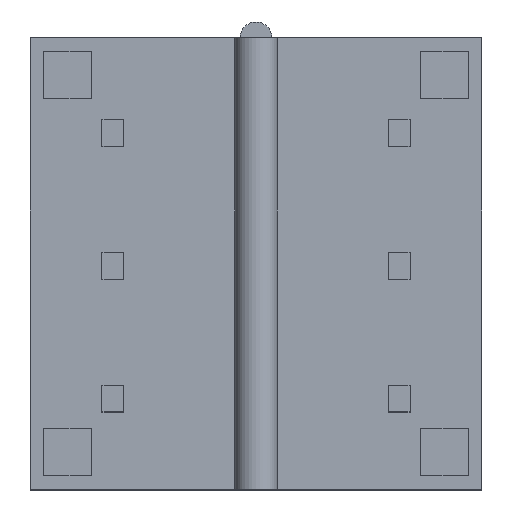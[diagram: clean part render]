
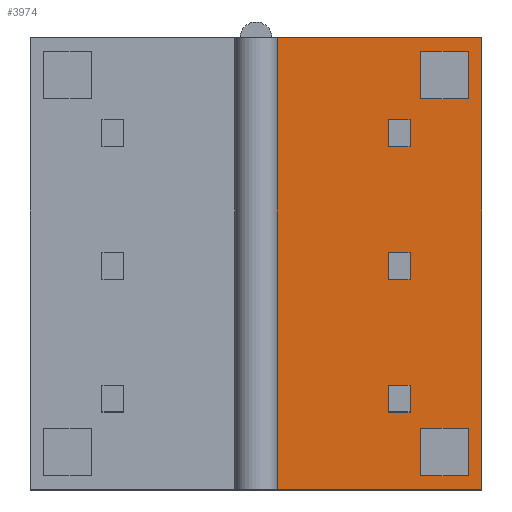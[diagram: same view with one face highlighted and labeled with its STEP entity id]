
A CAD part, top view. The second image highlights one B-rep face of the part: STEP entity #3974.
In plain terms, the highlighted planar face has unit normal (0, 0, 1).
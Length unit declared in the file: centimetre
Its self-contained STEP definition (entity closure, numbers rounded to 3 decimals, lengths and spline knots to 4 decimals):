
#22=FACE_BOUND('',#368,.T.);
#23=FACE_BOUND('',#369,.T.);
#24=FACE_BOUND('',#370,.T.);
#25=FACE_BOUND('',#371,.T.);
#26=FACE_BOUND('',#372,.T.);
#151=FACE_OUTER_BOUND('',#367,.T.);
#367=EDGE_LOOP('',(#3129,#3130,#3131,#3132));
#368=EDGE_LOOP('',(#3133,#3134,#3135,#3136));
#369=EDGE_LOOP('',(#3137,#3138,#3139,#3140));
#370=EDGE_LOOP('',(#3141,#3142,#3143,#3144));
#371=EDGE_LOOP('',(#3145,#3146,#3147,#3148));
#372=EDGE_LOOP('',(#3149,#3150,#3151,#3152));
#802=LINE('',#5960,#1355);
#806=LINE('',#5969,#1359);
#809=LINE('',#5977,#1362);
#815=LINE('',#5986,#1368);
#816=LINE('',#5990,#1369);
#817=LINE('',#5992,#1370);
#818=LINE('',#5994,#1371);
#819=LINE('',#5995,#1372);
#820=LINE('',#5998,#1373);
#821=LINE('',#6000,#1374);
#822=LINE('',#6002,#1375);
#823=LINE('',#6003,#1376);
#824=LINE('',#6006,#1377);
#825=LINE('',#6008,#1378);
#826=LINE('',#6010,#1379);
#827=LINE('',#6011,#1380);
#828=LINE('',#6014,#1381);
#829=LINE('',#6016,#1382);
#830=LINE('',#6018,#1383);
#831=LINE('',#6019,#1384);
#832=LINE('',#6022,#1385);
#833=LINE('',#6024,#1386);
#834=LINE('',#6026,#1387);
#835=LINE('',#6027,#1388);
#1355=VECTOR('',#4833,1.);
#1359=VECTOR('',#4841,1.);
#1362=VECTOR('',#4848,1.);
#1368=VECTOR('',#4858,1.);
#1369=VECTOR('',#4861,1.);
#1370=VECTOR('',#4862,1.);
#1371=VECTOR('',#4863,1.);
#1372=VECTOR('',#4864,1.);
#1373=VECTOR('',#4865,1.);
#1374=VECTOR('',#4866,1.);
#1375=VECTOR('',#4867,1.);
#1376=VECTOR('',#4868,1.);
#1377=VECTOR('',#4869,1.);
#1378=VECTOR('',#4870,1.);
#1379=VECTOR('',#4871,1.);
#1380=VECTOR('',#4872,1.);
#1381=VECTOR('',#4873,1.);
#1382=VECTOR('',#4874,1.);
#1383=VECTOR('',#4875,1.);
#1384=VECTOR('',#4876,1.);
#1385=VECTOR('',#4877,1.);
#1386=VECTOR('',#4878,1.);
#1387=VECTOR('',#4879,1.);
#1388=VECTOR('',#4880,1.);
#1824=VERTEX_POINT('',#5957);
#1825=VERTEX_POINT('',#5959);
#1828=VERTEX_POINT('',#5967);
#1831=VERTEX_POINT('',#5975);
#1833=VERTEX_POINT('',#5988);
#1834=VERTEX_POINT('',#5989);
#1835=VERTEX_POINT('',#5991);
#1836=VERTEX_POINT('',#5993);
#1837=VERTEX_POINT('',#5996);
#1838=VERTEX_POINT('',#5997);
#1839=VERTEX_POINT('',#5999);
#1840=VERTEX_POINT('',#6001);
#1841=VERTEX_POINT('',#6004);
#1842=VERTEX_POINT('',#6005);
#1843=VERTEX_POINT('',#6007);
#1844=VERTEX_POINT('',#6009);
#1845=VERTEX_POINT('',#6012);
#1846=VERTEX_POINT('',#6013);
#1847=VERTEX_POINT('',#6015);
#1848=VERTEX_POINT('',#6017);
#1849=VERTEX_POINT('',#6020);
#1850=VERTEX_POINT('',#6021);
#1851=VERTEX_POINT('',#6023);
#1852=VERTEX_POINT('',#6025);
#2292=EDGE_CURVE('',#1824,#1825,#802,.T.);
#2297=EDGE_CURVE('',#1828,#1824,#806,.T.);
#2301=EDGE_CURVE('',#1831,#1828,#809,.T.);
#2307=EDGE_CURVE('',#1831,#1825,#815,.T.);
#2308=EDGE_CURVE('',#1833,#1834,#816,.T.);
#2309=EDGE_CURVE('',#1834,#1835,#817,.T.);
#2310=EDGE_CURVE('',#1835,#1836,#818,.T.);
#2311=EDGE_CURVE('',#1836,#1833,#819,.T.);
#2312=EDGE_CURVE('',#1837,#1838,#820,.T.);
#2313=EDGE_CURVE('',#1838,#1839,#821,.T.);
#2314=EDGE_CURVE('',#1839,#1840,#822,.T.);
#2315=EDGE_CURVE('',#1840,#1837,#823,.T.);
#2316=EDGE_CURVE('',#1841,#1842,#824,.T.);
#2317=EDGE_CURVE('',#1842,#1843,#825,.T.);
#2318=EDGE_CURVE('',#1843,#1844,#826,.T.);
#2319=EDGE_CURVE('',#1844,#1841,#827,.T.);
#2320=EDGE_CURVE('',#1845,#1846,#828,.T.);
#2321=EDGE_CURVE('',#1846,#1847,#829,.T.);
#2322=EDGE_CURVE('',#1847,#1848,#830,.T.);
#2323=EDGE_CURVE('',#1848,#1845,#831,.T.);
#2324=EDGE_CURVE('',#1849,#1850,#832,.T.);
#2325=EDGE_CURVE('',#1850,#1851,#833,.T.);
#2326=EDGE_CURVE('',#1851,#1852,#834,.T.);
#2327=EDGE_CURVE('',#1852,#1849,#835,.T.);
#3129=ORIENTED_EDGE('',*,*,#2307,.T.);
#3130=ORIENTED_EDGE('',*,*,#2292,.F.);
#3131=ORIENTED_EDGE('',*,*,#2297,.F.);
#3132=ORIENTED_EDGE('',*,*,#2301,.F.);
#3133=ORIENTED_EDGE('',*,*,#2308,.T.);
#3134=ORIENTED_EDGE('',*,*,#2309,.T.);
#3135=ORIENTED_EDGE('',*,*,#2310,.T.);
#3136=ORIENTED_EDGE('',*,*,#2311,.T.);
#3137=ORIENTED_EDGE('',*,*,#2312,.T.);
#3138=ORIENTED_EDGE('',*,*,#2313,.T.);
#3139=ORIENTED_EDGE('',*,*,#2314,.T.);
#3140=ORIENTED_EDGE('',*,*,#2315,.T.);
#3141=ORIENTED_EDGE('',*,*,#2316,.T.);
#3142=ORIENTED_EDGE('',*,*,#2317,.T.);
#3143=ORIENTED_EDGE('',*,*,#2318,.T.);
#3144=ORIENTED_EDGE('',*,*,#2319,.T.);
#3145=ORIENTED_EDGE('',*,*,#2320,.T.);
#3146=ORIENTED_EDGE('',*,*,#2321,.T.);
#3147=ORIENTED_EDGE('',*,*,#2322,.T.);
#3148=ORIENTED_EDGE('',*,*,#2323,.T.);
#3149=ORIENTED_EDGE('',*,*,#2324,.T.);
#3150=ORIENTED_EDGE('',*,*,#2325,.T.);
#3151=ORIENTED_EDGE('',*,*,#2326,.T.);
#3152=ORIENTED_EDGE('',*,*,#2327,.T.);
#3767=PLANE('',#4207);
#3974=ADVANCED_FACE('',(#151,#22,#23,#24,#25,#26),#3767,.T.);
#4207=AXIS2_PLACEMENT_3D('',#5987,#4859,#4860);
#4833=DIRECTION('',(-1.,0.,0.));
#4841=DIRECTION('',(0.,-1.,0.));
#4848=DIRECTION('',(1.,0.,0.));
#4858=DIRECTION('',(0.,-1.,0.));
#4859=DIRECTION('center_axis',(0.,0.,1.));
#4860=DIRECTION('ref_axis',(1.,0.,0.));
#4861=DIRECTION('',(0.,1.,0.));
#4862=DIRECTION('',(1.,0.,0.));
#4863=DIRECTION('',(0.,-1.,0.));
#4864=DIRECTION('',(-1.,0.,0.));
#4865=DIRECTION('',(0.,1.,0.));
#4866=DIRECTION('',(1.,0.,0.));
#4867=DIRECTION('',(0.,-1.,0.));
#4868=DIRECTION('',(-1.,0.,0.));
#4869=DIRECTION('',(0.,-1.,0.));
#4870=DIRECTION('',(-1.,0.,0.));
#4871=DIRECTION('',(0.,1.,0.));
#4872=DIRECTION('',(1.,0.,0.));
#4873=DIRECTION('',(0.,-1.,0.));
#4874=DIRECTION('',(-1.,0.,0.));
#4875=DIRECTION('',(0.,1.,0.));
#4876=DIRECTION('',(1.,0.,0.));
#4877=DIRECTION('',(0.,-1.,0.));
#4878=DIRECTION('',(-1.,0.,0.));
#4879=DIRECTION('',(0.,1.,0.));
#4880=DIRECTION('',(1.,0.,0.));
#5957=CARTESIAN_POINT('',(0.425,-0.425,0.05));
#5959=CARTESIAN_POINT('',(0.04,-0.425,0.05));
#5960=CARTESIAN_POINT('',(-0.425,-0.425,0.05));
#5967=CARTESIAN_POINT('',(0.425,0.425,0.05));
#5969=CARTESIAN_POINT('',(0.425,-0.425,0.05));
#5975=CARTESIAN_POINT('',(0.04,0.425,0.05));
#5977=CARTESIAN_POINT('',(0.425,0.425,0.05));
#5986=CARTESIAN_POINT('',(0.04,0.425,0.05));
#5987=CARTESIAN_POINT('Origin',(0.,0.,
0.05));
#5988=CARTESIAN_POINT('',(0.25,-0.03,0.05));
#5989=CARTESIAN_POINT('',(0.25,0.02,0.05));
#5990=CARTESIAN_POINT('',(0.25,-0.015,0.05));
#5991=CARTESIAN_POINT('',(0.29,0.02,0.05));
#5992=CARTESIAN_POINT('',(0.125,0.02,0.05));
#5993=CARTESIAN_POINT('',(0.29,-0.03,0.05));
#5994=CARTESIAN_POINT('',(0.29,0.01,0.05));
#5995=CARTESIAN_POINT('',(0.145,-0.03,0.05));
#5996=CARTESIAN_POINT('',(0.25,0.22,0.05));
#5997=CARTESIAN_POINT('',(0.25,0.27,0.05));
#5998=CARTESIAN_POINT('',(0.25,0.11,0.05));
#5999=CARTESIAN_POINT('',(0.29,0.27,0.05));
#6000=CARTESIAN_POINT('',(0.125,0.27,0.05));
#6001=CARTESIAN_POINT('',(0.29,0.22,0.05));
#6002=CARTESIAN_POINT('',(0.29,0.135,0.05));
#6003=CARTESIAN_POINT('',(0.145,0.22,0.05));
#6004=CARTESIAN_POINT('',(0.29,-0.23,0.05));
#6005=CARTESIAN_POINT('',(0.29,-0.28,0.05));
#6006=CARTESIAN_POINT('',(0.29,-0.115,0.05));
#6007=CARTESIAN_POINT('',(0.25,-0.28,0.05));
#6008=CARTESIAN_POINT('',(0.145,-0.28,0.05));
#6009=CARTESIAN_POINT('',(0.25,-0.23,0.05));
#6010=CARTESIAN_POINT('',(0.25,-0.14,0.05));
#6011=CARTESIAN_POINT('',(0.125,-0.23,0.05));
#6012=CARTESIAN_POINT('',(0.4,-0.31,0.05));
#6013=CARTESIAN_POINT('',(0.4,-0.4,0.05));
#6014=CARTESIAN_POINT('',(0.4,-0.155,0.05));
#6015=CARTESIAN_POINT('',(0.31,-0.4,0.05));
#6016=CARTESIAN_POINT('',(0.2,-0.4,0.05));
#6017=CARTESIAN_POINT('',(0.31,-0.31,0.05));
#6018=CARTESIAN_POINT('',(0.31,-0.2,0.05));
#6019=CARTESIAN_POINT('',(0.155,-0.31,0.05));
#6020=CARTESIAN_POINT('',(0.4,0.4,0.05));
#6021=CARTESIAN_POINT('',(0.4,0.31,0.05));
#6022=CARTESIAN_POINT('',(0.4,0.2,0.05));
#6023=CARTESIAN_POINT('',(0.31,0.31,0.05));
#6024=CARTESIAN_POINT('',(0.2,0.31,0.05));
#6025=CARTESIAN_POINT('',(0.31,0.4,0.05));
#6026=CARTESIAN_POINT('',(0.31,0.155,0.05));
#6027=CARTESIAN_POINT('',(0.155,0.4,0.05));
